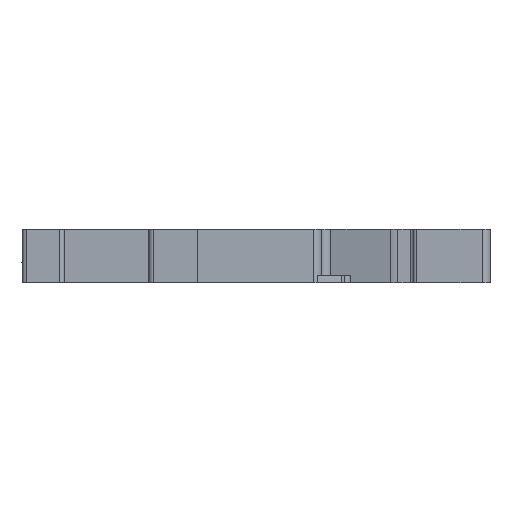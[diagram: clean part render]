
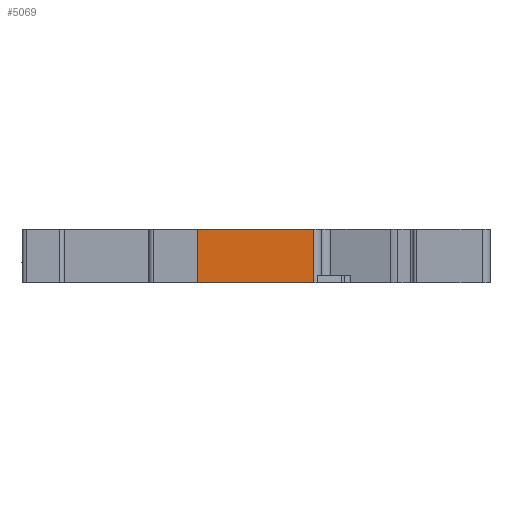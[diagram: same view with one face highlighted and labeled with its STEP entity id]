
A CAD part, left-side view. The second image highlights one B-rep face of the part: STEP entity #5069.
In plain terms, the highlighted planar face has unit normal (-1, 0, 0).
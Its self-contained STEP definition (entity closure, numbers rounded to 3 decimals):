
#942=DIRECTION('',(0.,0.,1.));
#943=VECTOR('',#942,3.5);
#944=CARTESIAN_POINT('',(-22.5,5.5,-2.1));
#945=LINE('',#944,#943);
#950=DIRECTION('',(0.,1.,0.));
#951=VECTOR('',#950,7.57);
#952=CARTESIAN_POINT('',(-22.5,5.5,-2.1));
#953=LINE('',#952,#951);
#954=DIRECTION('',(0.,-1.,0.));
#955=VECTOR('',#954,7.57);
#956=CARTESIAN_POINT('',(-22.5,13.07,1.4));
#957=LINE('',#956,#955);
#958=DIRECTION('',(0.,0.,-1.));
#959=VECTOR('',#958,3.5);
#960=CARTESIAN_POINT('',(-22.5,13.07,1.4));
#961=LINE('',#960,#959);
#3185=CARTESIAN_POINT('',(-22.5,13.07,-2.1));
#3186=VERTEX_POINT('',#3185);
#3187=CARTESIAN_POINT('',(-22.5,5.5,-2.1));
#3188=VERTEX_POINT('',#3187);
#3397=CARTESIAN_POINT('',(-22.5,5.5,1.4));
#3398=VERTEX_POINT('',#3397);
#3399=CARTESIAN_POINT('',(-22.5,13.07,1.4));
#3400=VERTEX_POINT('',#3399);
#5057=CARTESIAN_POINT('',(-22.5,-6.,-2.45));
#5058=DIRECTION('',(1.,0.,0.));
#5059=DIRECTION('',(0.,1.,0.));
#5060=AXIS2_PLACEMENT_3D('',#5057,#5058,#5059);
#5061=PLANE('',#5060);
#5062=ORIENTED_EDGE('',*,*,#4163,.T.);
#5064=ORIENTED_EDGE('',*,*,#5063,.F.);
#5065=ORIENTED_EDGE('',*,*,#4396,.T.);
#5066=ORIENTED_EDGE('',*,*,#5047,.F.);
#5067=EDGE_LOOP('',(#5062,#5064,#5065,#5066));
#5068=FACE_OUTER_BOUND('',#5067,.F.);
#5069=ADVANCED_FACE('',(#5068),#5061,.F.);
#4163=EDGE_CURVE('',#3188,#3186,#953,.T.);
#4396=EDGE_CURVE('',#3400,#3398,#957,.T.);
#5047=EDGE_CURVE('',#3188,#3398,#945,.T.);
#5063=EDGE_CURVE('',#3400,#3186,#961,.T.);
